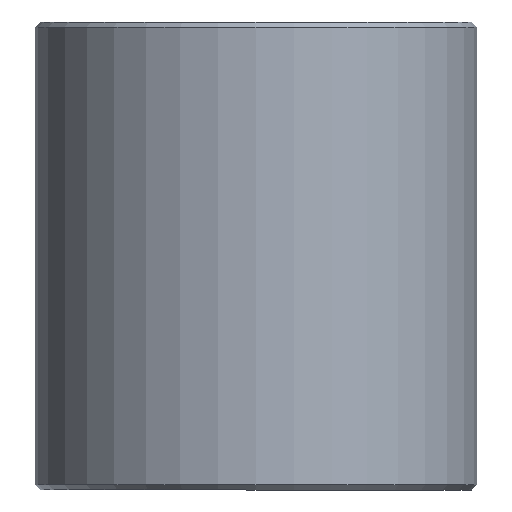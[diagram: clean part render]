
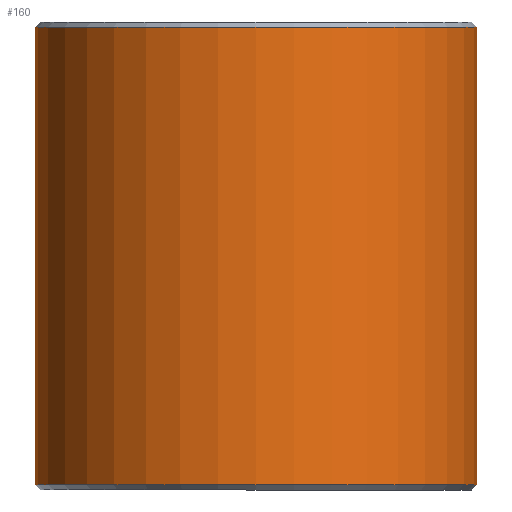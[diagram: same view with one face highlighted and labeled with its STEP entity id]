
A CAD part, front view. The second image highlights one B-rep face of the part: STEP entity #160.
In plain terms, the highlighted cylindrical face has radius 42.5 mm (diameter 85 mm), a full revolution.
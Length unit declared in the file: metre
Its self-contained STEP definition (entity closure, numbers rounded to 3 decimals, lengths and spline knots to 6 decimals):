
#160=ADVANCED_FACE('',(#186,#187),#188,.T.);
#186=FACE_OUTER_BOUND('',#3102,.T.);
#187=FACE_OUTER_BOUND('',#3103,.T.);
#188=CYLINDRICAL_SURFACE('',#3104,0.0425);
#3102=EDGE_LOOP('',(#6043));
#3103=EDGE_LOOP('',(#6044));
#3104=AXIS2_PLACEMENT_3D('',#6045,#6046,#6047);
#6043=ORIENTED_EDGE('',*,*,#6088,.T.);
#6044=ORIENTED_EDGE('',*,*,#6089,.F.);
#6045=CARTESIAN_POINT('',(0.0,0.0,0.));
#6046=DIRECTION('',(0.0,0.,-1.0));
#6047=DIRECTION('',(0.0,1.0,0.));
#6088=EDGE_CURVE('',#6120,#6120,#6121,.T.);
#6089=EDGE_CURVE('',#6122,#6122,#6123,.T.);
#6120=VERTEX_POINT('',#6388);
#6121=CIRCLE('',#6389,0.0425);
#6122=VERTEX_POINT('',#6390);
#6123=CIRCLE('',#6391,0.0425);
#6388=CARTESIAN_POINT('',(0.0,0.0425,0.089));
#6389=AXIS2_PLACEMENT_3D('',#6424,#6425,#6426);
#6390=CARTESIAN_POINT('',(0.0,0.0425,0.001));
#6391=AXIS2_PLACEMENT_3D('',#6427,#6428,#6429);
#6424=CARTESIAN_POINT('',(0.0,0.,0.089));
#6425=DIRECTION('',(0.0,0.,-1.0));
#6426=DIRECTION('',(0.0,1.0,0.));
#6427=CARTESIAN_POINT('',(0.0,0.0,0.001));
#6428=DIRECTION('',(0.0,0.,-1.0));
#6429=DIRECTION('',(0.0,1.0,0.));
